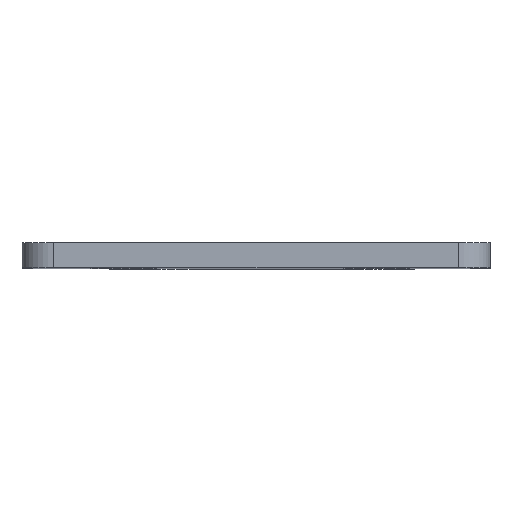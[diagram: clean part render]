
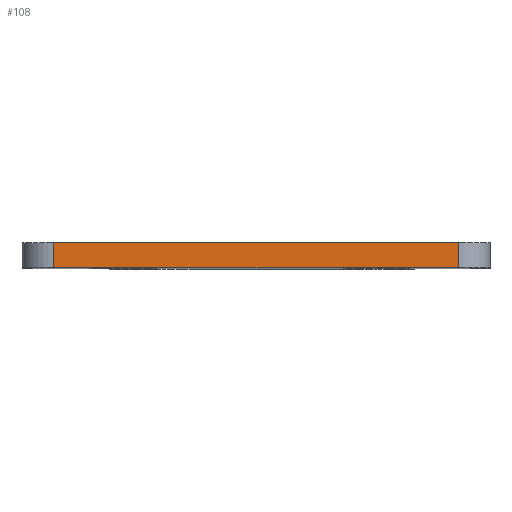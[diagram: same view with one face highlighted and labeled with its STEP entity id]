
A CAD part, top view. The second image highlights one B-rep face of the part: STEP entity #108.
In plain terms, the highlighted planar face has unit normal (0, 0, 1).
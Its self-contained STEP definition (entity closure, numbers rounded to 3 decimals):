
#8 = CARTESIAN_POINT ( 'NONE',  ( -2.286, 0., 8.5 ) ) ;
#31 = CARTESIAN_POINT ( 'NONE',  ( 29.714, 2., 8.5 ) ) ;
#33 = VECTOR ( 'NONE', #337, 1000. ) ;
#34 = DIRECTION ( 'NONE',  ( 1., 0., 0. ) ) ;
#47 = VERTEX_POINT ( 'NONE', #31 ) ;
#50 = EDGE_CURVE ( 'NONE', #526, #47, #574, .T. ) ;
#55 = DIRECTION ( 'NONE',  ( 1., 0., 0. ) ) ;
#65 = LINE ( 'NONE', #659, #444 ) ;
#90 = AXIS2_PLACEMENT_3D ( 'NONE', #331, #463, #34 ) ;
#108 = ADVANCED_FACE ( 'NONE', ( #755 ), #218, .T. ) ;
#118 = CARTESIAN_POINT ( 'NONE',  ( 29.714, 0., 8.5 ) ) ;
#144 = ORIENTED_EDGE ( 'NONE', *, *, #559, .T. ) ;
#152 = CARTESIAN_POINT ( 'NONE',  ( 29.714, 0., 8.5 ) ) ;
#158 = VERTEX_POINT ( 'NONE', #345 ) ;
#216 = EDGE_LOOP ( 'NONE', ( #536, #530, #540, #144 ) ) ;
#218 = PLANE ( 'NONE',  #90 ) ;
#272 = EDGE_CURVE ( 'NONE', #158, #526, #414, .T. ) ;
#294 = DIRECTION ( 'NONE',  ( 0., -1., 0. ) ) ;
#296 = VECTOR ( 'NONE', #294, 1000. ) ;
#305 = CARTESIAN_POINT ( 'NONE',  ( -4.786, 0., 8.5 ) ) ;
#331 = CARTESIAN_POINT ( 'NONE',  ( -4.786, 0., 8.5 ) ) ;
#333 = VECTOR ( 'NONE', #55, 1000. ) ;
#337 = DIRECTION ( 'NONE',  ( 0., 1., 0. ) ) ;
#345 = CARTESIAN_POINT ( 'NONE',  ( -2.286, 0., 8.5 ) ) ;
#414 = LINE ( 'NONE', #305, #333 ) ;
#436 = VERTEX_POINT ( 'NONE', #487 ) ;
#444 = VECTOR ( 'NONE', #671, 1000. ) ;
#463 = DIRECTION ( 'NONE',  ( 0., 0., 1. ) ) ;
#487 = CARTESIAN_POINT ( 'NONE',  ( -2.286, 2., 8.5 ) ) ;
#491 = LINE ( 'NONE', #8, #296 ) ;
#526 = VERTEX_POINT ( 'NONE', #118 ) ;
#530 = ORIENTED_EDGE ( 'NONE', *, *, #50, .T. ) ;
#536 = ORIENTED_EDGE ( 'NONE', *, *, #272, .T. ) ;
#540 = ORIENTED_EDGE ( 'NONE', *, *, #642, .F. ) ;
#559 = EDGE_CURVE ( 'NONE', #436, #158, #491, .T. ) ;
#574 = LINE ( 'NONE', #152, #33 ) ;
#642 = EDGE_CURVE ( 'NONE', #436, #47, #65, .T. ) ;
#659 = CARTESIAN_POINT ( 'NONE',  ( -4.786, 2., 8.5 ) ) ;
#671 = DIRECTION ( 'NONE',  ( 1., 0., 0. ) ) ;
#755 = FACE_OUTER_BOUND ( 'NONE', #216, .T. ) ;
